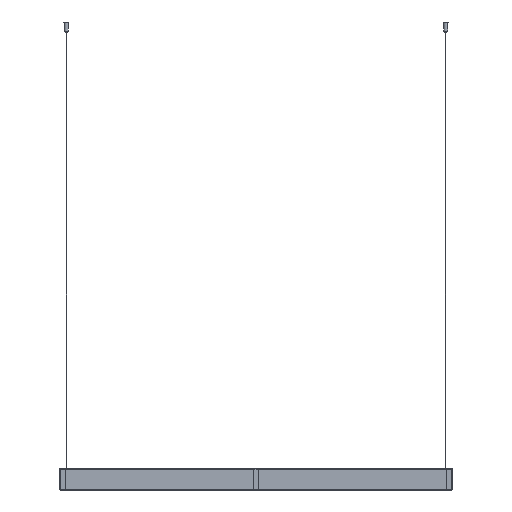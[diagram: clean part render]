
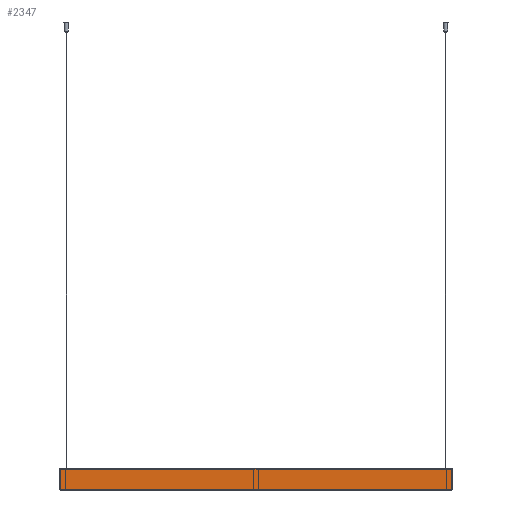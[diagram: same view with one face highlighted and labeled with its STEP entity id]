
A CAD part, left-side view. The second image highlights one B-rep face of the part: STEP entity #2347.
In plain terms, the highlighted planar face has unit normal (-1, 0, 0).
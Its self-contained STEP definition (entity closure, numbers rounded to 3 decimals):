
#141=PLANE('',#2592);
#267=FACE_OUTER_BOUND('',#425,.T.);
#425=EDGE_LOOP('',(#1910,#1911,#1912,#1913));
#661=LINE('',#3716,#929);
#668=LINE('',#3745,#936);
#669=LINE('',#3747,#937);
#675=LINE('',#3764,#943);
#929=VECTOR('',#2958,10.);
#936=VECTOR('',#2997,10.);
#937=VECTOR('',#3000,10.);
#943=VECTOR('',#3024,10.);
#1244=VERTEX_POINT('',#3690);
#1249=VERTEX_POINT('',#3705);
#1250=VERTEX_POINT('',#3710);
#1257=VERTEX_POINT('',#3740);
#1479=EDGE_CURVE('',#1250,#1244,#661,.T.);
#1495=EDGE_CURVE('',#1249,#1257,#668,.T.);
#1496=EDGE_CURVE('',#1257,#1250,#669,.T.);
#1505=EDGE_CURVE('',#1244,#1249,#675,.T.);
#1910=ORIENTED_EDGE('',*,*,#1495,.F.);
#1911=ORIENTED_EDGE('',*,*,#1505,.F.);
#1912=ORIENTED_EDGE('',*,*,#1479,.F.);
#1913=ORIENTED_EDGE('',*,*,#1496,.F.);
#2347=ADVANCED_FACE('',(#267),#141,.T.);
#2592=AXIS2_PLACEMENT_3D('',#3768,#3031,#3032);
#2958=DIRECTION('',(0.,0.,-1.));
#2997=DIRECTION('',(0.,0.,1.));
#3000=DIRECTION('',(0.,-1.,0.));
#3024=DIRECTION('',(0.,1.,0.));
#3031=DIRECTION('center_axis',(-1.,0.,0.));
#3032=DIRECTION('ref_axis',(0.,-1.,0.));
#3690=CARTESIAN_POINT('',(-900.,-449.25,0.75));
#3705=CARTESIAN_POINT('',(-900.,449.25,0.75));
#3710=CARTESIAN_POINT('',(-900.,-449.25,49.25));
#3716=CARTESIAN_POINT('',(-900.,-449.25,0.));
#3740=CARTESIAN_POINT('',(-900.,449.25,49.25));
#3745=CARTESIAN_POINT('',(-900.,449.25,0.));
#3747=CARTESIAN_POINT('',(-900.,225.,49.25));
#3764=CARTESIAN_POINT('',(-900.,225.,0.75));
#3768=CARTESIAN_POINT('Origin',(-900.,450.,0.));
